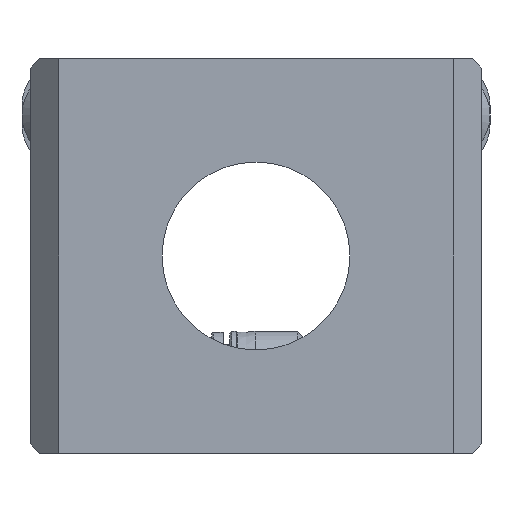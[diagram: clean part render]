
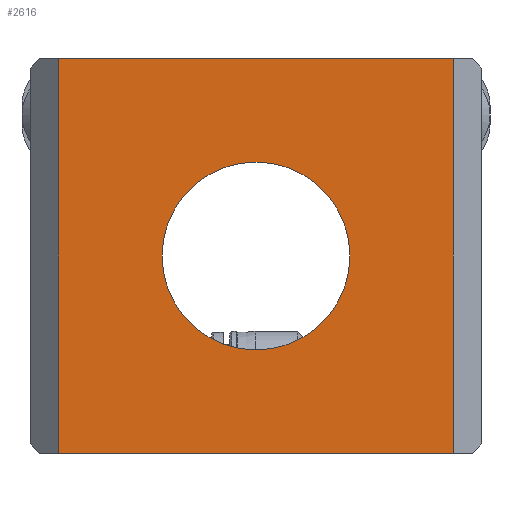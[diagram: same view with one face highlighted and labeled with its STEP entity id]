
A CAD part, left-side view. The second image highlights one B-rep face of the part: STEP entity #2616.
In plain terms, the highlighted planar face has unit normal (-1, 0, 0).
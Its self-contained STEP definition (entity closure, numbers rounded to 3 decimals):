
#399=FACE_BOUND('',#781,.F.);
#448=FACE_OUTER_BOUND('',#782,.F.);
#781=EDGE_LOOP('',(#1179,#1180));
#782=EDGE_LOOP('',(#1181,#1182,#1183,#1184));
#1179=ORIENTED_EDGE('',*,*,#5369,.T.);
#1180=ORIENTED_EDGE('',*,*,#5368,.T.);
#1181=ORIENTED_EDGE('',*,*,#5358,.T.);
#1182=ORIENTED_EDGE('',*,*,#5376,.T.);
#1183=ORIENTED_EDGE('',*,*,#5378,.T.);
#1184=ORIENTED_EDGE('',*,*,#5373,.T.);
#2616=ADVANCED_FACE('',(#399,#448),#2945,.T.);
#2945=PLANE('',#6842);
#4201=LINE('',#9386,#4619);
#4204=LINE('',#9401,#4622);
#4207=LINE('',#9404,#4625);
#4209=LINE('',#9406,#4627);
#4619=VECTOR('',#7291,42.);
#4622=VECTOR('',#7318,42.);
#4625=VECTOR('',#7321,42.);
#4627=VECTOR('',#7323,42.);
#5041=CIRCLE('',#6602,10.);
#5042=CIRCLE('',#6603,10.);
#5358=EDGE_CURVE('',#6404,#6403,#4201,.T.);
#5368=EDGE_CURVE('',#6394,#6393,#5041,.T.);
#5369=EDGE_CURVE('',#6393,#6394,#5042,.T.);
#5373=EDGE_CURVE('',#6390,#6404,#4204,.T.);
#5376=EDGE_CURVE('',#6403,#6389,#4207,.T.);
#5378=EDGE_CURVE('',#6389,#6390,#4209,.T.);
#6389=VERTEX_POINT('',#9260);
#6390=VERTEX_POINT('',#9261);
#6393=VERTEX_POINT('',#9264);
#6394=VERTEX_POINT('',#9265);
#6403=VERTEX_POINT('',#9274);
#6404=VERTEX_POINT('',#9275);
#6602=AXIS2_PLACEMENT_3D('',#9396,#7309,#7310);
#6603=AXIS2_PLACEMENT_3D('',#9397,#7311,#7312);
#6842=AXIS2_PLACEMENT_3D('',#10236,#8159,#8160);
#7291=DIRECTION('',(0.,1.,0.));
#7309=DIRECTION('',(-1.,0.,0.));
#7310=DIRECTION('',(0.,-1.,0.));
#7311=DIRECTION('',(-1.,0.,0.));
#7312=DIRECTION('',(0.,1.,0.));
#7318=DIRECTION('',(0.,0.,-1.));
#7321=DIRECTION('',(0.,0.,1.));
#7323=DIRECTION('',(0.,-1.,0.));
#8159=DIRECTION('',(-1.,0.,0.));
#8160=DIRECTION('',(0.,0.,1.));
#9260=CARTESIAN_POINT('',(-12.,21.,21.));
#9261=CARTESIAN_POINT('',(-12.,-21.,21.));
#9264=CARTESIAN_POINT('',(-12.,10.,0.));
#9265=CARTESIAN_POINT('',(-12.,-10.,0.));
#9274=CARTESIAN_POINT('',(-12.,21.,-21.));
#9275=CARTESIAN_POINT('',(-12.,-21.,-21.));
#9386=CARTESIAN_POINT('',(-12.,-21.,-21.));
#9396=CARTESIAN_POINT('',(-12.,0.,0.));
#9397=CARTESIAN_POINT('',(-12.,0.,0.));
#9401=CARTESIAN_POINT('',(-12.,-21.,21.));
#9404=CARTESIAN_POINT('',(-12.,21.,-21.));
#9406=CARTESIAN_POINT('',(-12.,21.,21.));
#10236=CARTESIAN_POINT('',(-12.,-24.48,-21.48));
